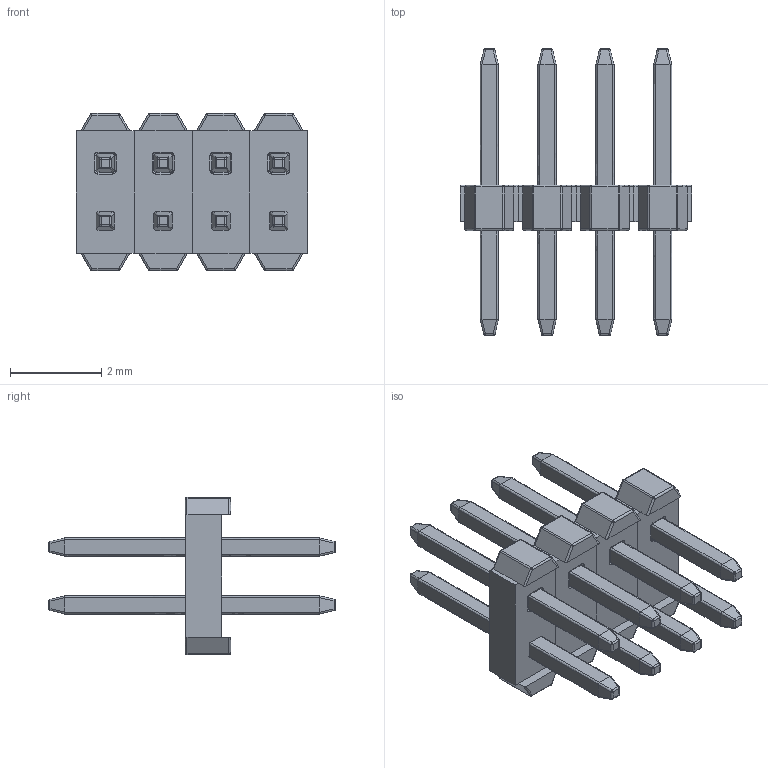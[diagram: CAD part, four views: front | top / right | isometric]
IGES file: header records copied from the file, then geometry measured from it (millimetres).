
Start section: SolidWorks IGES file using analytic representation for surfaces
Global section: file name: HPH2 A 08 UA.IGS; native system: SolidWorks 2014; preprocessor: SolidWorks 2014; author: keith_wheeler; date: 190409.103153; units: millimetre
Bounding box: 5.08 x 6.3 x 3.45 mm (x, y, z)
Surface area: 150.2 mm2 (no closed solid volume)
Topology: 0 solids, 0 shells, 728 faces, 3824 edges, 3792 vertices
Faces by surface type: revolution 432, bspline 296
